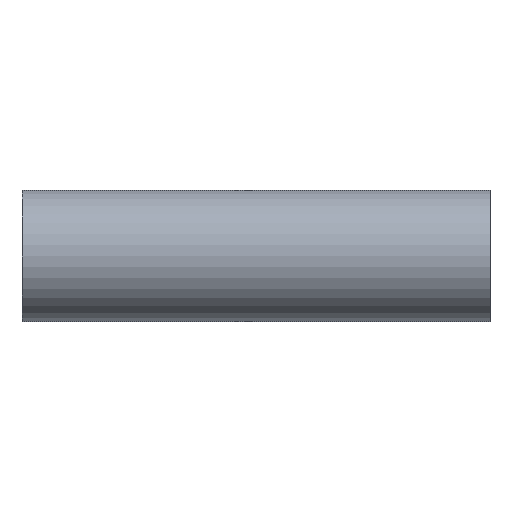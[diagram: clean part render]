
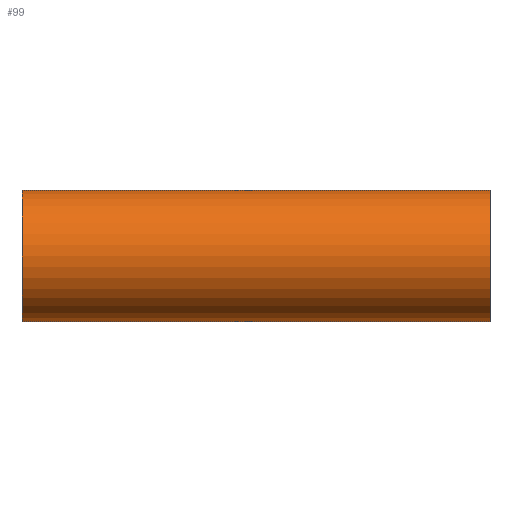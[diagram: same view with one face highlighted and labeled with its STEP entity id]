
A CAD part, front view. The second image highlights one B-rep face of the part: STEP entity #99.
In plain terms, the highlighted cylindrical face has radius 700 mm (diameter 1400 mm), a partial arc.
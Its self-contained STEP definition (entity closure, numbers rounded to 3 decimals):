
#53 = VERTEX_POINT( '', #124 );
#63 = VERTEX_POINT( '', #135 );
#81 = EDGE_CURVE( '', #53, #95, #157, .T. );
#89 = EDGE_CURVE( '', #95, #103, #166, .T. );
#91 = EDGE_CURVE( '', #63, #53, #168, .T. );
#95 = VERTEX_POINT( '', #172 );
#97 = EDGE_CURVE( '', #103, #63, #174, .T. );
#99 = ADVANCED_FACE( '', ( #176 ), #177, .T. );
#103 = VERTEX_POINT( '', #181 );
#124 = CARTESIAN_POINT( '', ( 0., 0., 700. ) );
#135 = CARTESIAN_POINT( '', ( 5000., 0., 700. ) );
#157 = CIRCLE( '', #232, 700. );
#166 = LINE( '', #244, #245 );
#168 = LINE( '', #248, #249 );
#172 = CARTESIAN_POINT( '', ( 0., 0., -700. ) );
#174 = CIRCLE( '', #256, 700. );
#176 = FACE_OUTER_BOUND( '', #258, .T. );
#177 = CYLINDRICAL_SURFACE( '', #259, 700. );
#181 = CARTESIAN_POINT( '', ( 5000., 0., -700. ) );
#232 = AXIS2_PLACEMENT_3D( '', #310, #311, #312 );
#244 = CARTESIAN_POINT( '', ( 0., 0., -700. ) );
#245 = VECTOR( '', #327, 1. );
#248 = CARTESIAN_POINT( '', ( 0., 0., 700. ) );
#249 = VECTOR( '', #328, 1. );
#256 = AXIS2_PLACEMENT_3D( '', #329, #330, #331 );
#258 = EDGE_LOOP( '', ( #333, #334, #335, #336 ) );
#259 = AXIS2_PLACEMENT_3D( '', #337, #338, #339 );
#310 = CARTESIAN_POINT( '', ( 0., 0., 0. ) );
#311 = DIRECTION( '', ( 1., 0., 0. ) );
#312 = DIRECTION( '', ( 0., 0., -1. ) );
#327 = DIRECTION( '', ( 1., 0., 0. ) );
#328 = DIRECTION( '', ( -1., 0., 0. ) );
#329 = CARTESIAN_POINT( '', ( 5000., 0., 0. ) );
#330 = DIRECTION( '', ( -1., 0., 0. ) );
#331 = DIRECTION( '', ( 0., 0., -1. ) );
#333 = ORIENTED_EDGE( '', *, *, #89, .T. );
#334 = ORIENTED_EDGE( '', *, *, #97, .T. );
#335 = ORIENTED_EDGE( '', *, *, #91, .T. );
#336 = ORIENTED_EDGE( '', *, *, #81, .T. );
#337 = CARTESIAN_POINT( '', ( 0., 0., 0. ) );
#338 = DIRECTION( '', ( -1., 0., 0. ) );
#339 = DIRECTION( '', ( 0., 0., -1. ) );
